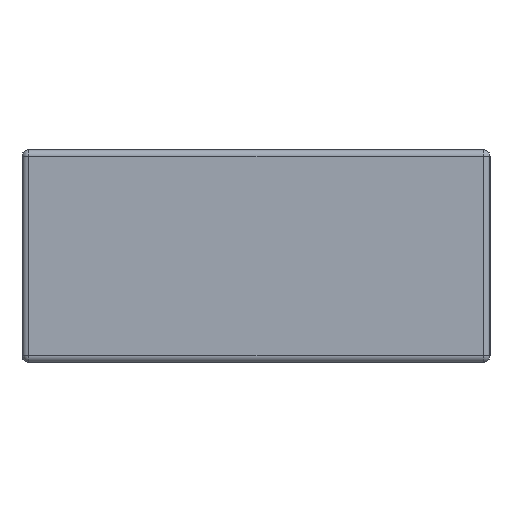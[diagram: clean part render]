
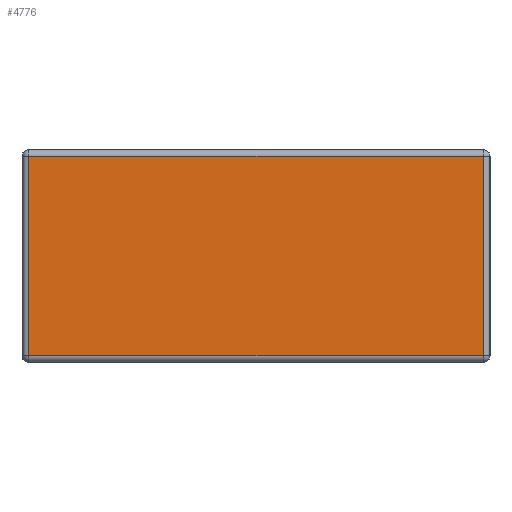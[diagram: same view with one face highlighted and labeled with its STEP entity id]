
A CAD part, left-side view. The second image highlights one B-rep face of the part: STEP entity #4776.
In plain terms, the highlighted planar face has unit normal (-1, 0, 0).
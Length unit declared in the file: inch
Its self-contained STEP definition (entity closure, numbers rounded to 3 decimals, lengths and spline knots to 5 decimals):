
#372 = CARTESIAN_POINT ( 'NONE',  ( -2.4375, 0.6875, 0.3125 ) ) ;
#442 = FACE_OUTER_BOUND ( 'NONE', #4031, .T. ) ;
#495 = DIRECTION ( 'NONE',  ( 1., 0., 0. ) ) ;
#701 = CARTESIAN_POINT ( 'NONE',  ( -2.4375, -0.66781, 0.3125 ) ) ;
#784 = AXIS2_PLACEMENT_3D ( 'NONE', #372, #495, #3599 ) ;
#1220 = EDGE_CURVE ( 'NONE', #2705, #4818, #3612, .T. ) ;
#1447 = CARTESIAN_POINT ( 'NONE',  ( -2.4375, 0.6875, -0.29281 ) ) ;
#1650 = VECTOR ( 'NONE', #3991, 39.37008 ) ;
#1965 = LINE ( 'NONE', #4543, #5772 ) ;
#1975 = EDGE_CURVE ( 'NONE', #5518, #2705, #5128, .T. ) ;
#2004 = DIRECTION ( 'NONE',  ( 0., 0., -1. ) ) ;
#2176 = CARTESIAN_POINT ( 'NONE',  ( -2.4375, -0.66781, 0.29281 ) ) ;
#2705 = VERTEX_POINT ( 'NONE', #2176 ) ;
#3324 = CARTESIAN_POINT ( 'NONE',  ( -2.4375, 0.66781, 0.29281 ) ) ;
#3466 = CARTESIAN_POINT ( 'NONE',  ( -2.4375, 0.6875, 0.29281 ) ) ;
#3599 = DIRECTION ( 'NONE',  ( 0., 0., -1. ) ) ;
#3612 = LINE ( 'NONE', #3466, #6122 ) ;
#3848 = ORIENTED_EDGE ( 'NONE', *, *, #4150, .T. ) ;
#3991 = DIRECTION ( 'NONE',  ( 0., -1., 0. ) ) ;
#4031 = EDGE_LOOP ( 'NONE', ( #3848, #6411, #5494, #6958 ) ) ;
#4150 = EDGE_CURVE ( 'NONE', #8018, #5518, #7102, .T. ) ;
#4543 = CARTESIAN_POINT ( 'NONE',  ( -2.4375, 0.66781, 0.3125 ) ) ;
#4776 = ADVANCED_FACE ( 'NONE', ( #442 ), #6067, .F. ) ;
#4818 = VERTEX_POINT ( 'NONE', #3324 ) ;
#5128 = LINE ( 'NONE', #701, #5401 ) ;
#5401 = VECTOR ( 'NONE', #6269, 39.37008 ) ;
#5494 = ORIENTED_EDGE ( 'NONE', *, *, #1220, .T. ) ;
#5518 = VERTEX_POINT ( 'NONE', #7563 ) ;
#5772 = VECTOR ( 'NONE', #2004, 39.37008 ) ;
#6067 = PLANE ( 'NONE',  #784 ) ;
#6122 = VECTOR ( 'NONE', #7993, 39.37008 ) ;
#6269 = DIRECTION ( 'NONE',  ( 0., 0., 1. ) ) ;
#6411 = ORIENTED_EDGE ( 'NONE', *, *, #1975, .T. ) ;
#6958 = ORIENTED_EDGE ( 'NONE', *, *, #7467, .T. ) ;
#7102 = LINE ( 'NONE', #1447, #1650 ) ;
#7467 = EDGE_CURVE ( 'NONE', #4818, #8018, #1965, .T. ) ;
#7563 = CARTESIAN_POINT ( 'NONE',  ( -2.4375, -0.66781, -0.29281 ) ) ;
#7647 = CARTESIAN_POINT ( 'NONE',  ( -2.4375, 0.66781, -0.29281 ) ) ;
#7993 = DIRECTION ( 'NONE',  ( 0., 1., 0. ) ) ;
#8018 = VERTEX_POINT ( 'NONE', #7647 ) ;
